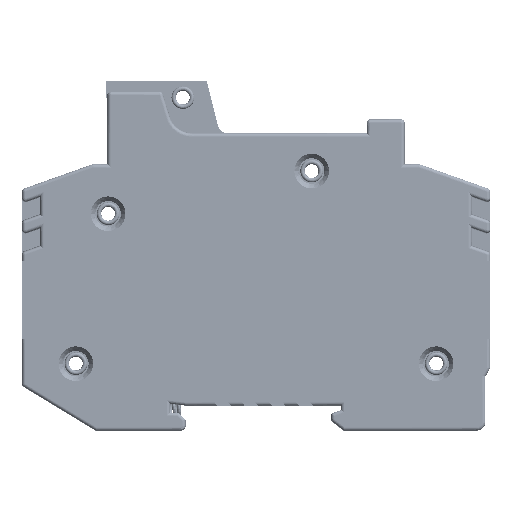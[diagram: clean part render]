
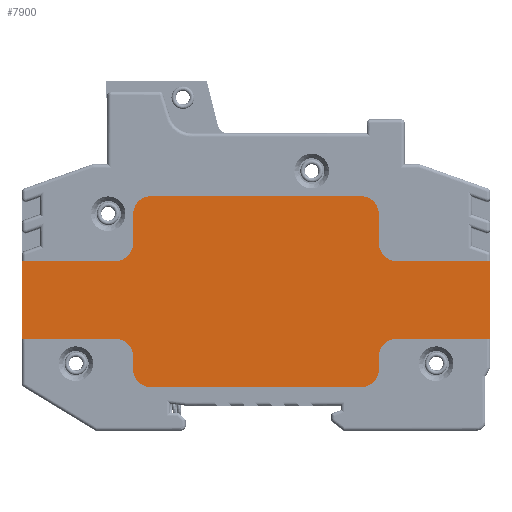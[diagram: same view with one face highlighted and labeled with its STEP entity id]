
A CAD part, front view. The second image highlights one B-rep face of the part: STEP entity #7900.
In plain terms, the highlighted planar face has unit normal (0, -1, 0).
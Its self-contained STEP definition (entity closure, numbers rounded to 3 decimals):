
#4425=CIRCLE('',#114573,4.);
#4426=CIRCLE('',#114574,4.);
#4427=CIRCLE('',#114575,4.);
#4428=CIRCLE('',#114576,4.);
#4429=CIRCLE('',#114577,4.);
#4430=CIRCLE('',#114578,4.);
#4431=CIRCLE('',#114579,4.);
#4432=CIRCLE('',#114580,4.);
#7900=ADVANCED_FACE('',(#18169),#14044,.T.);
#14044=PLANE('',#114581);
#18169=FACE_OUTER_BOUND('',#24205,.T.);
#24205=EDGE_LOOP('',(#32335,#32336,#32337,#32338,#32339,#32340,#32341,#32342,
#32343,#32344,#32345,#32346,#32347,#32348,#32349,#32350,#32351,#32352,#32353,
#32354));
#32335=ORIENTED_EDGE('',*,*,#74729,.T.);
#32336=ORIENTED_EDGE('',*,*,#74730,.T.);
#32337=ORIENTED_EDGE('',*,*,#74731,.T.);
#32338=ORIENTED_EDGE('',*,*,#74732,.T.);
#32339=ORIENTED_EDGE('',*,*,#74733,.T.);
#32340=ORIENTED_EDGE('',*,*,#74734,.T.);
#32341=ORIENTED_EDGE('',*,*,#74003,.T.);
#32342=ORIENTED_EDGE('',*,*,#74007,.F.);
#32343=ORIENTED_EDGE('',*,*,#74735,.T.);
#32344=ORIENTED_EDGE('',*,*,#74736,.T.);
#32345=ORIENTED_EDGE('',*,*,#74737,.T.);
#32346=ORIENTED_EDGE('',*,*,#74738,.T.);
#32347=ORIENTED_EDGE('',*,*,#74739,.T.);
#32348=ORIENTED_EDGE('',*,*,#74740,.T.);
#32349=ORIENTED_EDGE('',*,*,#74741,.T.);
#32350=ORIENTED_EDGE('',*,*,#74742,.T.);
#32351=ORIENTED_EDGE('',*,*,#74743,.T.);
#32352=ORIENTED_EDGE('',*,*,#73995,.F.);
#32353=ORIENTED_EDGE('',*,*,#74002,.T.);
#32354=ORIENTED_EDGE('',*,*,#74744,.T.);
#63679=VERTEX_POINT('',#156116);
#63680=VERTEX_POINT('',#156117);
#63683=VERTEX_POINT('',#156127);
#63684=VERTEX_POINT('',#156131);
#63685=VERTEX_POINT('',#156132);
#63686=VERTEX_POINT('',#156137);
#64092=VERTEX_POINT('',#157731);
#64093=VERTEX_POINT('',#157732);
#64094=VERTEX_POINT('',#157734);
#64095=VERTEX_POINT('',#157736);
#64096=VERTEX_POINT('',#157738);
#64097=VERTEX_POINT('',#157740);
#64098=VERTEX_POINT('',#157743);
#64099=VERTEX_POINT('',#157745);
#64100=VERTEX_POINT('',#157747);
#64101=VERTEX_POINT('',#157749);
#64102=VERTEX_POINT('',#157751);
#64103=VERTEX_POINT('',#157753);
#64104=VERTEX_POINT('',#157755);
#64105=VERTEX_POINT('',#157757);
#73995=EDGE_CURVE('',#63679,#63680,#90396,.T.);
#74002=EDGE_CURVE('',#63679,#63683,#90399,.T.);
#74003=EDGE_CURVE('',#63684,#63685,#90400,.T.);
#74007=EDGE_CURVE('',#63686,#63685,#90402,.T.);
#74729=EDGE_CURVE('',#64092,#64093,#90920,.T.);
#74730=EDGE_CURVE('',#64093,#64094,#4425,.T.);
#74731=EDGE_CURVE('',#64094,#64095,#90921,.T.);
#74732=EDGE_CURVE('',#64095,#64096,#4426,.T.);
#74733=EDGE_CURVE('',#64096,#64097,#90922,.T.);
#74734=EDGE_CURVE('',#64097,#63684,#4427,.T.);
#74735=EDGE_CURVE('',#63686,#64098,#90923,.T.);
#74736=EDGE_CURVE('',#64098,#64099,#4428,.T.);
#74737=EDGE_CURVE('',#64099,#64100,#90924,.T.);
#74738=EDGE_CURVE('',#64100,#64101,#4429,.T.);
#74739=EDGE_CURVE('',#64101,#64102,#90925,.T.);
#74740=EDGE_CURVE('',#64102,#64103,#4430,.T.);
#74741=EDGE_CURVE('',#64103,#64104,#90926,.T.);
#74742=EDGE_CURVE('',#64104,#64105,#4431,.T.);
#74743=EDGE_CURVE('',#64105,#63680,#90927,.T.);
#74744=EDGE_CURVE('',#63683,#64092,#4432,.T.);
#90396=LINE('',#156115,#102336);
#90399=LINE('',#156128,#102339);
#90400=LINE('',#156130,#102340);
#90402=LINE('',#156138,#102342);
#90920=LINE('',#157730,#102860);
#90921=LINE('',#157735,#102861);
#90922=LINE('',#157739,#102862);
#90923=LINE('',#157742,#102863);
#90924=LINE('',#157746,#102864);
#90925=LINE('',#157750,#102865);
#90926=LINE('',#157754,#102866);
#90927=LINE('',#157758,#102867);
#102336=VECTOR('',#124293,1.);
#102339=VECTOR('',#124306,1.);
#102340=VECTOR('',#124309,1.);
#102342=VECTOR('',#124317,1.);
#102860=VECTOR('',#125813,1.);
#102861=VECTOR('',#125816,1.);
#102862=VECTOR('',#125819,1.);
#102863=VECTOR('',#125822,1.);
#102864=VECTOR('',#125825,1.);
#102865=VECTOR('',#125828,1.);
#102866=VECTOR('',#125831,1.);
#102867=VECTOR('',#125834,1.);
#114573=AXIS2_PLACEMENT_3D('',#157733,#125814,#125815);
#114574=AXIS2_PLACEMENT_3D('',#157737,#125817,#125818);
#114575=AXIS2_PLACEMENT_3D('',#157741,#125820,#125821);
#114576=AXIS2_PLACEMENT_3D('',#157744,#125823,#125824);
#114577=AXIS2_PLACEMENT_3D('',#157748,#125826,#125827);
#114578=AXIS2_PLACEMENT_3D('',#157752,#125829,#125830);
#114579=AXIS2_PLACEMENT_3D('',#157756,#125832,#125833);
#114580=AXIS2_PLACEMENT_3D('',#157759,#125835,#125836);
#114581=AXIS2_PLACEMENT_3D('',#157760,#125837,#125838);
#124293=DIRECTION('',(0.,0.,-1.));
#124306=DIRECTION('',(-1.,0.,0.));
#124309=DIRECTION('',(-1.,0.,0.));
#124317=DIRECTION('',(0.,0.,1.));
#125813=DIRECTION('',(0.,0.,1.));
#125814=DIRECTION('',(0.,-1.,0.));
#125815=DIRECTION('',(1.,0.,0.));
#125816=DIRECTION('',(-1.,0.,0.));
#125817=DIRECTION('',(0.,-1.,0.));
#125818=DIRECTION('',(1.,0.,0.));
#125819=DIRECTION('',(0.,0.,-1.));
#125820=DIRECTION('',(0.,1.,0.));
#125821=DIRECTION('',(1.,0.,0.));
#125822=DIRECTION('',(1.,0.,0.));
#125823=DIRECTION('',(0.,1.,0.));
#125824=DIRECTION('',(1.,0.,0.));
#125825=DIRECTION('',(0.,0.,-1.));
#125826=DIRECTION('',(0.,-1.,0.));
#125827=DIRECTION('',(1.,0.,0.));
#125828=DIRECTION('',(1.,0.,0.));
#125829=DIRECTION('',(0.,-1.,0.));
#125830=DIRECTION('',(1.,0.,0.));
#125831=DIRECTION('',(0.,0.,1.));
#125832=DIRECTION('',(0.,1.,0.));
#125833=DIRECTION('',(1.,0.,0.));
#125834=DIRECTION('',(1.,0.,0.));
#125835=DIRECTION('',(0.,1.,0.));
#125836=DIRECTION('',(1.,0.,0.));
#125837=DIRECTION('',(0.,-1.,0.));
#125838=DIRECTION('',(1.,0.,0.));
#156115=CARTESIAN_POINT('',(333.815,-242.595,111.841));
#156116=CARTESIAN_POINT('',(333.815,-242.595,111.841));
#156117=CARTESIAN_POINT('',(333.815,-242.595,94.806));
#156127=CARTESIAN_POINT('',(313.452,-242.595,111.841));
#156128=CARTESIAN_POINT('',(333.815,-242.595,111.841));
#156130=CARTESIAN_POINT('',(257.645,-242.595,111.841));
#156131=CARTESIAN_POINT('',(251.374,-242.595,111.841));
#156132=CARTESIAN_POINT('',(231.01,-242.595,111.841));
#156137=CARTESIAN_POINT('',(231.01,-242.595,94.806));
#156138=CARTESIAN_POINT('',(231.01,-242.595,98.841));
#157730=CARTESIAN_POINT('',(309.452,-242.595,113.691));
#157731=CARTESIAN_POINT('',(309.452,-242.595,115.841));
#157732=CARTESIAN_POINT('',(309.452,-242.595,122.176));
#157733=CARTESIAN_POINT('',(305.452,-242.595,122.176));
#157734=CARTESIAN_POINT('',(305.452,-242.595,126.176));
#157735=CARTESIAN_POINT('',(307.452,-242.595,126.176));
#157736=CARTESIAN_POINT('',(259.374,-242.595,126.176));
#157737=CARTESIAN_POINT('',(259.374,-242.595,122.176));
#157738=CARTESIAN_POINT('',(255.374,-242.595,122.176));
#157739=CARTESIAN_POINT('',(255.374,-242.595,124.176));
#157740=CARTESIAN_POINT('',(255.374,-242.595,115.841));
#157741=CARTESIAN_POINT('',(251.374,-242.595,115.841));
#157742=CARTESIAN_POINT('',(224.645,-242.595,94.806));
#157743=CARTESIAN_POINT('',(251.374,-242.595,94.806));
#157744=CARTESIAN_POINT('',(251.374,-242.595,90.806));
#157745=CARTESIAN_POINT('',(255.374,-242.595,90.806));
#157746=CARTESIAN_POINT('',(255.374,-242.595,92.806));
#157747=CARTESIAN_POINT('',(255.374,-242.595,88.091));
#157748=CARTESIAN_POINT('',(259.374,-242.595,88.091));
#157749=CARTESIAN_POINT('',(259.374,-242.595,84.091));
#157750=CARTESIAN_POINT('',(255.374,-242.595,84.091));
#157751=CARTESIAN_POINT('',(305.452,-242.595,84.091));
#157752=CARTESIAN_POINT('',(305.452,-242.595,88.091));
#157753=CARTESIAN_POINT('',(309.452,-242.595,88.091));
#157754=CARTESIAN_POINT('',(309.452,-242.595,88.791));
#157755=CARTESIAN_POINT('',(309.452,-242.595,90.806));
#157756=CARTESIAN_POINT('',(313.452,-242.595,90.806));
#157757=CARTESIAN_POINT('',(313.452,-242.595,94.806));
#157758=CARTESIAN_POINT('',(311.452,-242.595,94.806));
#157759=CARTESIAN_POINT('',(313.452,-242.595,115.841));
#157760=CARTESIAN_POINT('',(282.413,-242.595,112.616));
